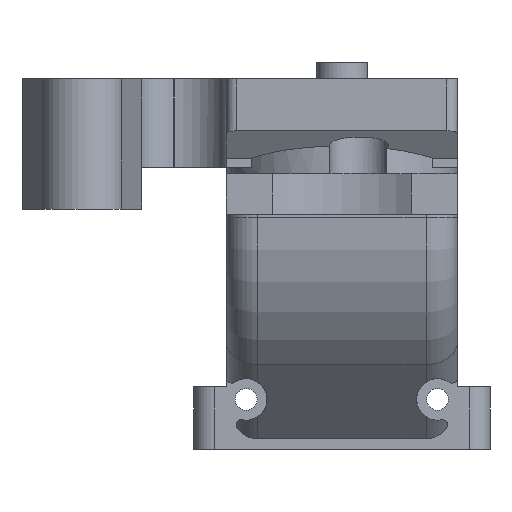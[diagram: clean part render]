
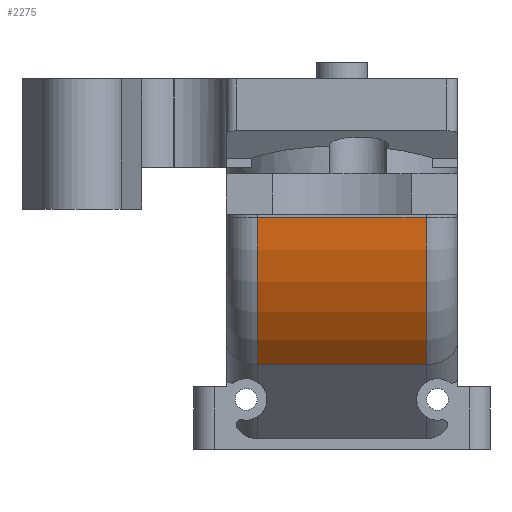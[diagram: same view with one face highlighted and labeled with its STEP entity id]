
A CAD part, front view. The second image highlights one B-rep face of the part: STEP entity #2275.
In plain terms, the highlighted cylindrical face has radius 20 mm (diameter 40 mm), a partial arc.
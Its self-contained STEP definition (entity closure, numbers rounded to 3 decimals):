
#133=CIRCLE('',#2480,20.);
#135=CIRCLE('',#2485,20.);
#277=CYLINDRICAL_SURFACE('',#2506,20.);
#385=FACE_OUTER_BOUND('',#520,.T.);
#520=EDGE_LOOP('',(#2005,#2006,#2007,#2008));
#737=LINE('',#4034,#926);
#738=LINE('',#4036,#927);
#926=VECTOR('',#3103,10.);
#927=VECTOR('',#3106,10.);
#992=VERTEX_POINT('',#3378);
#1145=VERTEX_POINT('',#3975);
#1146=VERTEX_POINT('',#3979);
#1149=VERTEX_POINT('',#3991);
#1441=EDGE_CURVE('',#1145,#1146,#133,.T.);
#1447=EDGE_CURVE('',#992,#1149,#135,.T.);
#1467=EDGE_CURVE('',#1145,#1149,#737,.T.);
#1468=EDGE_CURVE('',#992,#1146,#738,.T.);
#2005=ORIENTED_EDGE('',*,*,#1441,.F.);
#2006=ORIENTED_EDGE('',*,*,#1467,.T.);
#2007=ORIENTED_EDGE('',*,*,#1447,.F.);
#2008=ORIENTED_EDGE('',*,*,#1468,.T.);
#2275=ADVANCED_FACE('',(#385),#277,.T.);
#2480=AXIS2_PLACEMENT_3D('',#3980,#3036,#3037);
#2485=AXIS2_PLACEMENT_3D('',#3992,#3050,#3051);
#2506=AXIS2_PLACEMENT_3D('',#4035,#3104,#3105);
#3036=DIRECTION('center_axis',(1.,0.,0.));
#3037=DIRECTION('ref_axis',(0.,-0.924,-0.383));
#3050=DIRECTION('center_axis',(-1.,0.,0.));
#3051=DIRECTION('ref_axis',(0.,-0.924,-0.383));
#3103=DIRECTION('',(-1.,0.,0.));
#3104=DIRECTION('center_axis',(-1.,0.,0.));
#3105=DIRECTION('ref_axis',(0.,-0.924,-0.383));
#3106=DIRECTION('',(1.,0.,0.));
#3378=CARTESIAN_POINT('',(-8.018,49.724,-39.289));
#3975=CARTESIAN_POINT('',(8.182,43.866,-25.147));
#3979=CARTESIAN_POINT('',(8.182,49.724,-39.289));
#3980=CARTESIAN_POINT('Origin',(8.182,63.866,-25.147));
#3991=CARTESIAN_POINT('',(-8.018,43.866,-25.147));
#3992=CARTESIAN_POINT('Origin',(-8.018,63.866,-25.147));
#4034=CARTESIAN_POINT('',(-1.669,43.866,-25.147));
#4035=CARTESIAN_POINT('Origin',(-1.669,63.866,-25.147));
#4036=CARTESIAN_POINT('',(-1.669,49.724,-39.289));
